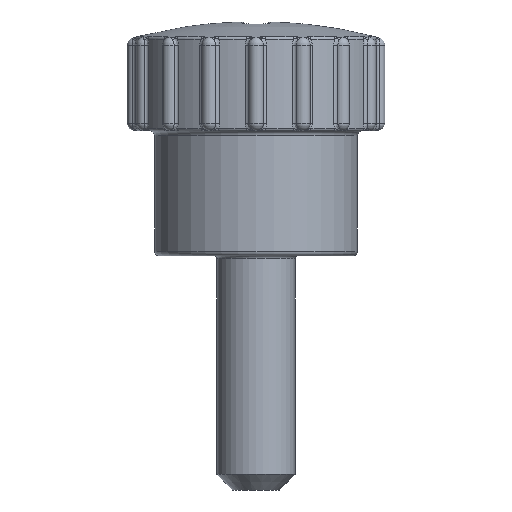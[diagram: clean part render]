
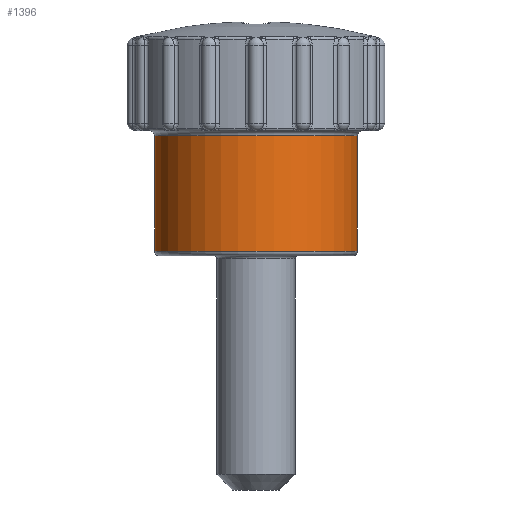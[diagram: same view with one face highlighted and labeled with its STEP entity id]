
A CAD part, front view. The second image highlights one B-rep face of the part: STEP entity #1396.
In plain terms, the highlighted cylindrical face has radius 6.5 mm (diameter 13 mm), a full revolution.
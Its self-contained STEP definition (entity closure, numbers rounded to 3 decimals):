
#1396 = ADVANCED_FACE( '', ( #2815, #2816 ), #2817, .T. );
#2815 = FACE_OUTER_BOUND( '', #20959, .T. );
#2816 = FACE_OUTER_BOUND( '', #20960, .T. );
#2817 = CYLINDRICAL_SURFACE( '', #20961, 6.5 );
#20959 = EDGE_LOOP( '', ( #24749 ) );
#20960 = EDGE_LOOP( '', ( #24750 ) );
#20961 = AXIS2_PLACEMENT_3D( '', #24751, #24752, #24753 );
#24749 = ORIENTED_EDGE( '', *, *, #25714, .T. );
#24750 = ORIENTED_EDGE( '', *, *, #25578, .T. );
#24751 = CARTESIAN_POINT( '', ( 0., 0., 57.15 ) );
#24752 = DIRECTION( '', ( 0., 0., -1. ) );
#24753 = DIRECTION( '', ( 1., 0., 0. ) );
#25578 = EDGE_CURVE( '', #27563, #27563, #27564, .F. );
#25714 = EDGE_CURVE( '', #27747, #27747, #27748, .T. );
#27563 = VERTEX_POINT( '', #34252 );
#27564 = CIRCLE( '', #34253, 6.5 );
#27747 = VERTEX_POINT( '', #35038 );
#27748 = CIRCLE( '', #35039, 6.5 );
#34252 = CARTESIAN_POINT( '', ( 6.5, 0., 7.7 ) );
#34253 = AXIS2_PLACEMENT_3D( '', #39236, #39237, #39238 );
#35038 = CARTESIAN_POINT( '', ( 6.5, 0., 0.3 ) );
#35039 = AXIS2_PLACEMENT_3D( '', #39406, #39407, #39408 );
#39236 = CARTESIAN_POINT( '', ( 0., 0., 7.7 ) );
#39237 = DIRECTION( '', ( 0., 0., 1. ) );
#39238 = DIRECTION( '', ( 1., 0., 0. ) );
#39406 = CARTESIAN_POINT( '', ( 0., 0., 0.3 ) );
#39407 = DIRECTION( '', ( 0., 0., 1. ) );
#39408 = DIRECTION( '', ( 1., 0., 0. ) );
